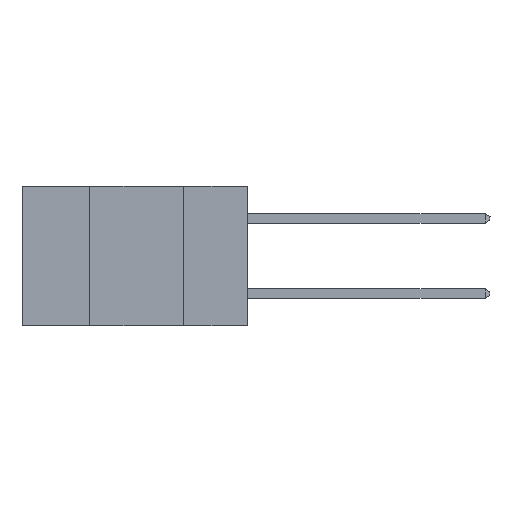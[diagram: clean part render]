
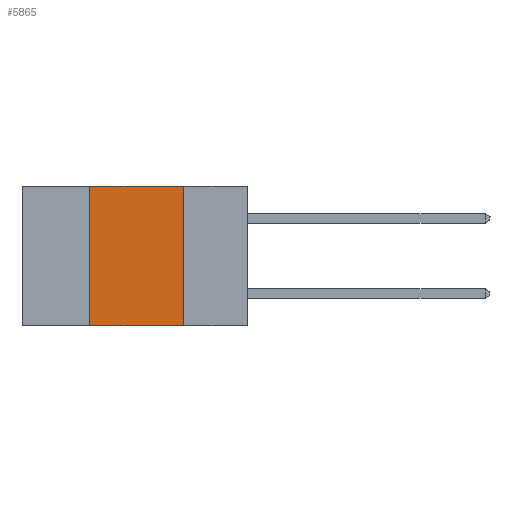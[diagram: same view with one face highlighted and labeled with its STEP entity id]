
A CAD part, left-side view. The second image highlights one B-rep face of the part: STEP entity #5865.
In plain terms, the highlighted planar face has unit normal (-1, 0, 0).
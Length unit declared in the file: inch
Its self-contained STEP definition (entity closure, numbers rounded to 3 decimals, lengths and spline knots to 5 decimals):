
#362 = ORIENTED_EDGE ( 'NONE', *, *, #18361, .T. ) ;
#659 = DIRECTION ( 'NONE',  ( 1., 0., 0. ) ) ;
#848 = CARTESIAN_POINT ( 'NONE',  ( 0., 0.17, 0. ) ) ;
#1242 = VERTEX_POINT ( 'NONE', #3222 ) ;
#2775 = EDGE_LOOP ( 'NONE', ( #11982, #10057, #6830, #362 ) ) ;
#3222 = CARTESIAN_POINT ( 'NONE',  ( 0., 0.17, -0.37 ) ) ;
#3506 = EDGE_CURVE ( 'NONE', #6515, #1242, #13395, .T. ) ;
#3982 = VERTEX_POINT ( 'NONE', #7653 ) ;
#5512 = DIRECTION ( 'NONE',  ( 0., -1., 0. ) ) ;
#5865 = ADVANCED_FACE ( 'NONE', ( #13177 ), #7923, .F. ) ;
#6034 = CARTESIAN_POINT ( 'NONE',  ( 0., 0.17, -0.37 ) ) ;
#6515 = VERTEX_POINT ( 'NONE', #848 ) ;
#6567 = LINE ( 'NONE', #19330, #9691 ) ;
#6582 = EDGE_CURVE ( 'NONE', #10594, #3982, #6567, .T. ) ;
#6830 = ORIENTED_EDGE ( 'NONE', *, *, #6582, .F. ) ;
#7653 = CARTESIAN_POINT ( 'NONE',  ( 0., 0.42, 0. ) ) ;
#7923 = PLANE ( 'NONE',  #14242 ) ;
#9400 = CARTESIAN_POINT ( 'NONE',  ( 0., 0.42, -0.37 ) ) ;
#9404 = EDGE_CURVE ( 'NONE', #3982, #6515, #21036, .T. ) ;
#9691 = VECTOR ( 'NONE', #15512, 39.37008 ) ;
#10057 = ORIENTED_EDGE ( 'NONE', *, *, #9404, .F. ) ;
#10185 = DIRECTION ( 'NONE',  ( 0., -1., 0. ) ) ;
#10594 = VERTEX_POINT ( 'NONE', #9400 ) ;
#11971 = CARTESIAN_POINT ( 'NONE',  ( 0., 0.6, 0. ) ) ;
#11982 = ORIENTED_EDGE ( 'NONE', *, *, #3506, .F. ) ;
#13177 = FACE_OUTER_BOUND ( 'NONE', #2775, .T. ) ;
#13282 = DIRECTION ( 'NONE',  ( 0., 0., -1. ) ) ;
#13395 = LINE ( 'NONE', #6034, #20407 ) ;
#13552 = VECTOR ( 'NONE', #10185, 39.37008 ) ;
#14242 = AXIS2_PLACEMENT_3D ( 'NONE', #18441, #659, #18560 ) ;
#15512 = DIRECTION ( 'NONE',  ( 0., 0., 1. ) ) ;
#16940 = LINE ( 'NONE', #21843, #19130 ) ;
#18361 = EDGE_CURVE ( 'NONE', #10594, #1242, #16940, .T. ) ;
#18441 = CARTESIAN_POINT ( 'NONE',  ( 0., 0.6, 0. ) ) ;
#18560 = DIRECTION ( 'NONE',  ( 0., 0., -1. ) ) ;
#19130 = VECTOR ( 'NONE', #5512, 39.37008 ) ;
#19330 = CARTESIAN_POINT ( 'NONE',  ( 0., 0.42, -0.37 ) ) ;
#20407 = VECTOR ( 'NONE', #13282, 39.37008 ) ;
#21036 = LINE ( 'NONE', #11971, #13552 ) ;
#21843 = CARTESIAN_POINT ( 'NONE',  ( 0., 0.6, -0.37 ) ) ;
